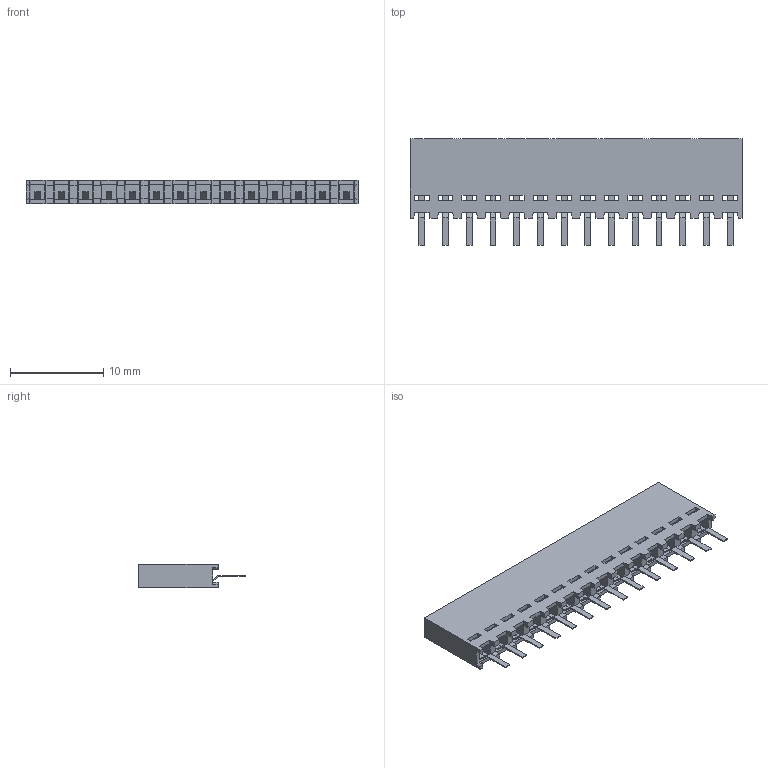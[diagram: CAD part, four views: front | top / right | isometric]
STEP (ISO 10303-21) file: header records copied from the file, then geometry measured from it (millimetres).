
FILE_DESCRIPTION((''),'2;1');
FILE_NAME('901471114','2014-04-10T',('me'),(''),'PRO/ENGINEER BY PARAMETRIC TECHNOLOGY CORPORATION, 2011490','PRO/ENGINEER BY PARAMETRIC TECHNOLOGY CORPORATION, 2011490','');
FILE_SCHEMA(('CONFIG_CONTROL_DESIGN'));
Length unit declared in the file: millimetre
Products named in the file (1): 901471114
Bounding box: 35.56 x 11.4 x 2.54 mm (x, y, z)
Volume: 613.3 mm3; surface area: 1167.9 mm2
Topology: 1 solids, 1 shells, 651 faces, 1968 edges, 1284 vertices
Faces by surface type: plane 651
Entity records: 21663 total; most frequent: ORIENTED_EDGE 3880, CARTESIAN_POINT 3876, DIRECTION 3300, VECTOR 1940, LINE 1940, EDGE_CURVE 1940, VERTEX_POINT 1256, EDGE_LOOP 700
